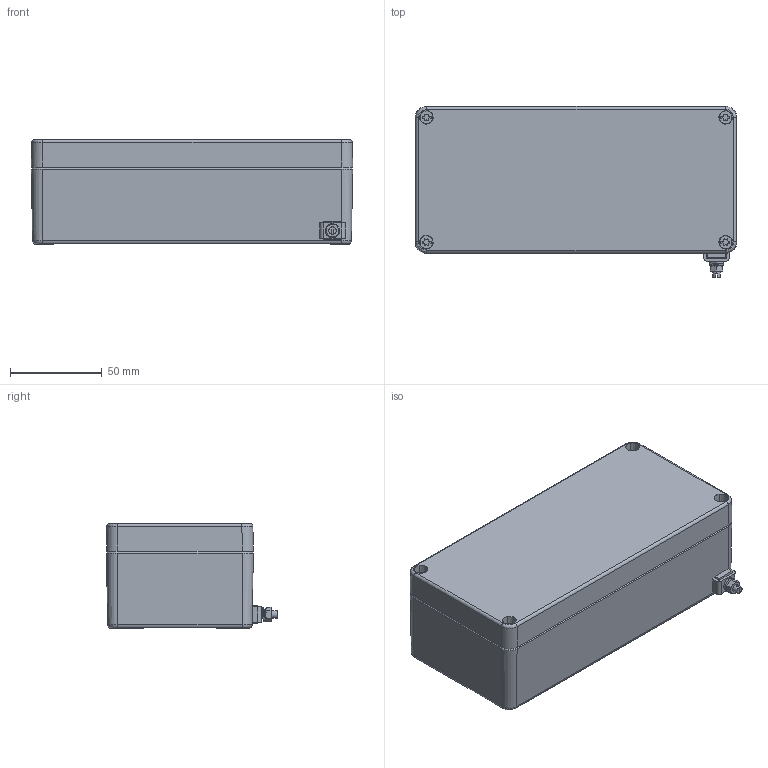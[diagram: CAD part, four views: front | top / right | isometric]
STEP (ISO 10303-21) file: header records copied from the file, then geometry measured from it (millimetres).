
FILE_DESCRIPTION(('CATIA V5R24 STEP','CAx-IF Rec.Pracs.--- Model Styling and Organization---1.2---2011-12-15'),'2;1');
FILE_NAME ('D1451048_0', '2018-04-20T08:41:33+00:00', ('Weidmueller Interface'), ('Weidmueller'), 'CATIA Version 5-6 Release 2014 SP4 HF52', 'CATIA V5 STEP AP214', 'none');
FILE_SCHEMA(('AUTOMOTIVE_DESIGN { 1 0 10303 214 1 1 1 1 }'));
Length unit declared in the file: millimetre
Products named in the file (1): K31EX
Bounding box: 175 x 93.2 x 57 mm (x, y, z)
Volume: 204059.6 mm3; surface area: 124987.8 mm2
Topology: 12 solids, 12 shells, 740 faces, 1804 edges, 1126 vertices
Faces by surface type: cylinder 259, plane 243, cone 108, torus 84, bspline 42, sphere 4
Entity records: 23080 total; most frequent: CARTESIAN_POINT 6593, ORIENTED_EDGE 3592, DIRECTION 2703, EDGE_CURVE 1796, AXIS2_PLACEMENT_3D 1356, VERTEX_POINT 1130, EDGE_LOOP 816, CIRCLE 799
